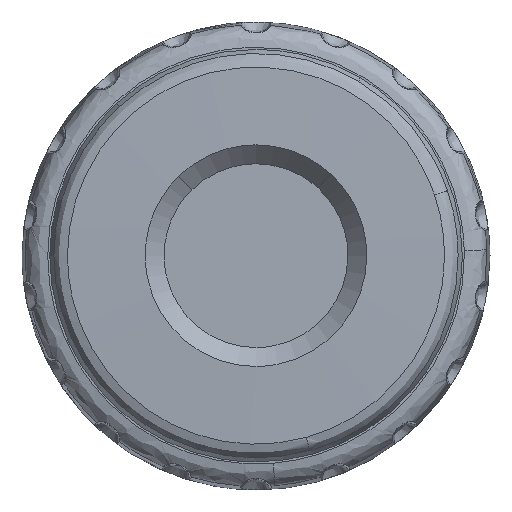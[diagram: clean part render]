
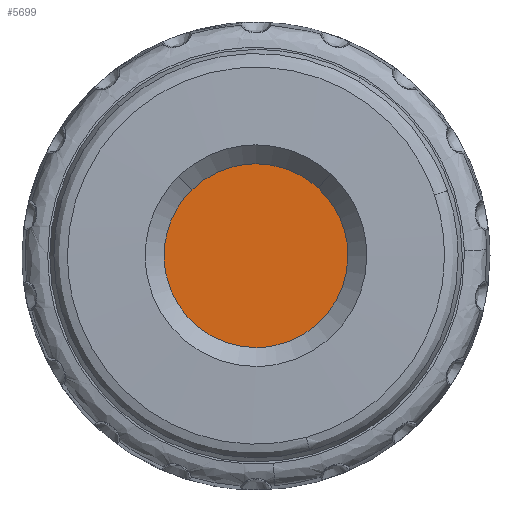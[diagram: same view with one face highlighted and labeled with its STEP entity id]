
A CAD part, top view. The second image highlights one B-rep face of the part: STEP entity #5699.
In plain terms, the highlighted free-form (B-spline) face has degree [1, 1] with [2, 2] control points.
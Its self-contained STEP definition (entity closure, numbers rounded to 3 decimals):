
#1003=CARTESIAN_POINT('',(-4.9,0.0,16.932));
#1004=VERTEX_POINT('',#1003);
#1005=CARTESIAN_POINT('',(-3.417,3.512,16.932));
#1006=VERTEX_POINT('',#1005);
#1007=CARTESIAN_POINT('',(-4.9,0.0,16.932));
#1008=CARTESIAN_POINT('',(-4.9,0.357,16.932));
#1009=CARTESIAN_POINT('',(-4.827,1.02,16.932));
#1010=CARTESIAN_POINT('',(-4.56,1.848,16.932));
#1011=CARTESIAN_POINT('',(-4.251,2.459,16.932));
#1012=CARTESIAN_POINT('',(-3.897,2.995,16.932));
#1013=CARTESIAN_POINT('',(-3.607,3.327,16.932));
#1014=CARTESIAN_POINT('',(-3.417,3.512,16.932));
#1015=B_SPLINE_CURVE_WITH_KNOTS('',3,(#1007,#1008,#1009,#1010,#1011,#1012,#1013,#1014),.UNSPECIFIED.,.F.,.U.,(4,1,1,1,1,4),(0.,1.071,1.988,2.6,3.12,3.915),.UNSPECIFIED.);
#1016=EDGE_CURVE('',#1004,#1006,#1015,.T.);
#1089=CARTESIAN_POINT('',(3.31,3.613,16.932));
#1090=VERTEX_POINT('',#1089);
#1096=CARTESIAN_POINT('',(4.9,0.0,16.932));
#1097=VERTEX_POINT('',#1096);
#1098=CARTESIAN_POINT('',(3.31,3.613,16.932));
#1099=CARTESIAN_POINT('',(3.599,3.348,16.932));
#1100=CARTESIAN_POINT('',(4.008,2.871,16.932));
#1101=CARTESIAN_POINT('',(4.465,2.07,16.932));
#1102=CARTESIAN_POINT('',(4.802,1.164,16.932));
#1103=CARTESIAN_POINT('',(4.9,0.434,16.932));
#1104=CARTESIAN_POINT('',(4.9,0.0,16.932));
#1105=B_SPLINE_CURVE_WITH_KNOTS('',3,(#1098,#1099,#1100,#1101,#1102,#1103,#1104),.UNSPECIFIED.,.F.,.U.,(4,1,1,1,4),(0.,1.174,1.872,2.761,4.062),.UNSPECIFIED.);
#1106=EDGE_CURVE('',#1090,#1097,#1105,.T.);
#1108=CARTESIAN_POINT('',(0.,-4.9,16.932));
#1109=VERTEX_POINT('',#1108);
#1110=CARTESIAN_POINT('',(4.9,0.0,16.932));
#1111=CARTESIAN_POINT('',(4.9,-0.281,16.932));
#1112=CARTESIAN_POINT('',(4.854,-0.812,16.932));
#1113=CARTESIAN_POINT('',(4.644,-1.64,16.932));
#1114=CARTESIAN_POINT('',(4.317,-2.365,16.932));
#1115=CARTESIAN_POINT('',(3.893,-3.,16.932));
#1116=CARTESIAN_POINT('',(3.414,-3.542,16.932));
#1117=CARTESIAN_POINT('',(2.873,-3.992,16.932));
#1118=CARTESIAN_POINT('',(2.306,-4.336,16.932));
#1119=CARTESIAN_POINT('',(1.75,-4.591,16.932));
#1120=CARTESIAN_POINT('',(0.992,-4.828,16.932));
#1121=CARTESIAN_POINT('',(0.381,-4.9,16.932));
#1122=CARTESIAN_POINT('',(0.,-4.9,16.932));
#1123=B_SPLINE_CURVE_WITH_KNOTS('',3,(#1110,#1111,#1112,#1113,#1114,#1115,#1116,#1117,#1118,#1119,#1120,#1121,#1122),.UNSPECIFIED.,.F.,.U.,(4,1,1,1,1,1,1,1,1,1,4),(0.,0.842,1.593,2.556,3.217,3.879,4.72,5.322,5.863,6.554,7.697),.UNSPECIFIED.);
#1124=EDGE_CURVE('',#1097,#1109,#1123,.T.);
#1126=CARTESIAN_POINT('',(0.,-4.9,16.932));
#1127=CARTESIAN_POINT('',(-0.421,-4.9,16.932));
#1128=CARTESIAN_POINT('',(-1.112,-4.81,16.932));
#1129=CARTESIAN_POINT('',(-1.918,-4.525,16.932));
#1130=CARTESIAN_POINT('',(-2.49,-4.233,16.932));
#1131=CARTESIAN_POINT('',(-2.942,-3.933,16.932));
#1132=CARTESIAN_POINT('',(-3.432,-3.518,16.932));
#1133=CARTESIAN_POINT('',(-3.932,-2.966,16.932));
#1134=CARTESIAN_POINT('',(-4.339,-2.319,16.932));
#1135=CARTESIAN_POINT('',(-4.622,-1.664,16.932));
#1136=CARTESIAN_POINT('',(-4.837,-0.932,16.932));
#1137=CARTESIAN_POINT('',(-4.9,-0.361,16.932));
#1138=CARTESIAN_POINT('',(-4.9,0.0,16.932));
#1139=B_SPLINE_CURVE_WITH_KNOTS('',3,(#1126,#1127,#1128,#1129,#1130,#1131,#1132,#1133,#1134,#1135,#1136,#1137,#1138),.UNSPECIFIED.,.F.,.U.,(4,1,1,1,1,1,1,1,1,1,4),(0.,1.263,2.075,2.556,3.187,3.698,4.48,5.412,5.983,6.615,7.697),.UNSPECIFIED.);
#1140=EDGE_CURVE('',#1109,#1004,#1139,.T.);
#1159=CARTESIAN_POINT('',(0.,4.9,16.932));
#1160=VERTEX_POINT('',#1159);
#1161=CARTESIAN_POINT('',(-3.417,3.512,16.932));
#1162=CARTESIAN_POINT('',(-3.142,3.78,16.932));
#1163=CARTESIAN_POINT('',(-2.623,4.178,16.932));
#1164=CARTESIAN_POINT('',(-1.86,4.551,16.932));
#1165=CARTESIAN_POINT('',(-1.024,4.822,16.932));
#1166=CARTESIAN_POINT('',(-0.414,4.9,16.932));
#1167=CARTESIAN_POINT('',(0.,4.9,16.932));
#1168=B_SPLINE_CURVE_WITH_KNOTS('',3,(#1161,#1162,#1163,#1164,#1165,#1166,#1167),.UNSPECIFIED.,.F.,.U.,(4,1,1,1,4),(0.,1.152,1.95,2.541,3.782),.UNSPECIFIED.);
#1169=EDGE_CURVE('',#1006,#1160,#1168,.T.);
#1171=CARTESIAN_POINT('',(0.,4.9,16.932));
#1172=CARTESIAN_POINT('',(0.265,4.9,16.932));
#1173=CARTESIAN_POINT('',(0.748,4.861,16.932));
#1174=CARTESIAN_POINT('',(1.459,4.695,16.932));
#1175=CARTESIAN_POINT('',(2.149,4.427,16.932));
#1176=CARTESIAN_POINT('',(2.78,4.057,16.932));
#1177=CARTESIAN_POINT('',(3.157,3.753,16.932));
#1178=CARTESIAN_POINT('',(3.31,3.613,16.932));
#1179=B_SPLINE_CURVE_WITH_KNOTS('',3,(#1171,#1172,#1173,#1174,#1175,#1176,#1177,#1178),.UNSPECIFIED.,.F.,.U.,(4,1,1,1,1,4),(0.,0.795,1.448,2.186,3.01,3.635),.UNSPECIFIED.);
#1180=EDGE_CURVE('',#1160,#1090,#1179,.T.);
#5686=CARTESIAN_POINT('',(-5.39,-5.39,16.932));
#5687=CARTESIAN_POINT('',(5.39,-5.39,16.932));
#5688=CARTESIAN_POINT('',(-5.39,5.39,16.932));
#5689=CARTESIAN_POINT('',(5.39,5.39,16.932));
#5690=B_SPLINE_SURFACE_WITH_KNOTS('',1,1,((#5686,#5688),(#5687,#5689)),.UNSPECIFIED.,.F.,.F.,.U.,(2,2),(2,2),(0.0,10.779),(0.0,10.779),.UNSPECIFIED.);
#5691=ORIENTED_EDGE('',*,*,#1140,.F.);
#5692=ORIENTED_EDGE('',*,*,#1124,.F.);
#5693=ORIENTED_EDGE('',*,*,#1106,.F.);
#5694=ORIENTED_EDGE('',*,*,#1180,.F.);
#5695=ORIENTED_EDGE('',*,*,#1169,.F.);
#5696=ORIENTED_EDGE('',*,*,#1016,.F.);
#5697=EDGE_LOOP('',(#5691,#5692,#5693,#5694,#5695,#5696));
#5698=FACE_OUTER_BOUND('',#5697,.T.);
#5699=ADVANCED_FACE('',(#5698),#5690,.T.);
